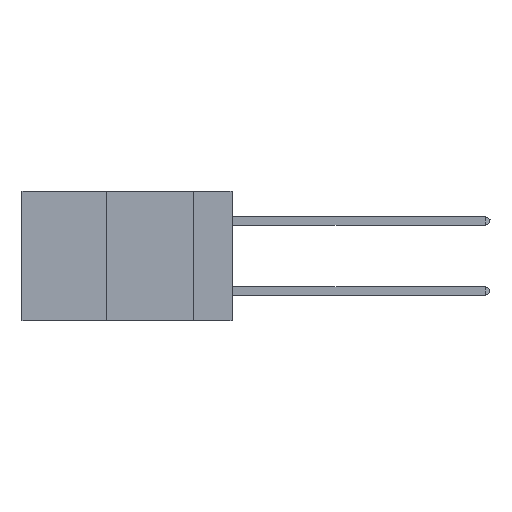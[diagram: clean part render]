
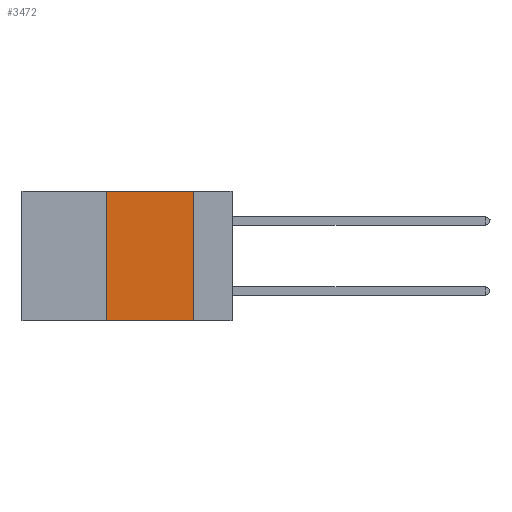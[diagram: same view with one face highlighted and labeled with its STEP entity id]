
A CAD part, left-side view. The second image highlights one B-rep face of the part: STEP entity #3472.
In plain terms, the highlighted planar face has unit normal (-1, 0, 0).
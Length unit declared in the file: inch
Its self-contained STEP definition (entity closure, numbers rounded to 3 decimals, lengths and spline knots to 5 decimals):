
#2536 = VERTEX_POINT ( 'NONE', #41537 ) ;
#3166 = DIRECTION ( 'NONE',  ( 0., 0., 1. ) ) ;
#3225 = ORIENTED_EDGE ( 'NONE', *, *, #5196, .F. ) ;
#3472 = ADVANCED_FACE ( 'NONE', ( #32382 ), #10385, .F. ) ;
#5196 = EDGE_CURVE ( 'NONE', #29988, #16499, #27167, .T. ) ;
#6540 = CARTESIAN_POINT ( 'NONE',  ( 0., 0.36, 0. ) ) ;
#6812 = VERTEX_POINT ( 'NONE', #36008 ) ;
#8553 = VECTOR ( 'NONE', #3166, 39.37008 ) ;
#9581 = LINE ( 'NONE', #6540, #8553 ) ;
#10385 = PLANE ( 'NONE',  #39641 ) ;
#10838 = CARTESIAN_POINT ( 'NONE',  ( 0., 0.11, -0.37 ) ) ;
#12685 = CARTESIAN_POINT ( 'NONE',  ( 0., 0.6, -0.37 ) ) ;
#13371 = LINE ( 'NONE', #12685, #36439 ) ;
#13591 = DIRECTION ( 'NONE',  ( 0., -1., 0. ) ) ;
#13594 = ORIENTED_EDGE ( 'NONE', *, *, #34134, .F. ) ;
#13713 = DIRECTION ( 'NONE',  ( 0., 0., -1. ) ) ;
#16499 = VERTEX_POINT ( 'NONE', #10838 ) ;
#18475 = VECTOR ( 'NONE', #35956, 39.37008 ) ;
#19484 = CARTESIAN_POINT ( 'NONE',  ( 0., 0.11, 0. ) ) ;
#22317 = LINE ( 'NONE', #29921, #29989 ) ;
#23475 = CARTESIAN_POINT ( 'NONE',  ( 0., 0.6, 0. ) ) ;
#23560 = EDGE_LOOP ( 'NONE', ( #3225, #33740, #13594, #26175 ) ) ;
#25843 = DIRECTION ( 'NONE',  ( 0., -1., 0. ) ) ;
#26175 = ORIENTED_EDGE ( 'NONE', *, *, #28293, .T. ) ;
#27167 = LINE ( 'NONE', #19484, #18475 ) ;
#28293 = EDGE_CURVE ( 'NONE', #6812, #16499, #13371, .T. ) ;
#29921 = CARTESIAN_POINT ( 'NONE',  ( 0., 0.6, 0. ) ) ;
#29988 = VERTEX_POINT ( 'NONE', #34797 ) ;
#29989 = VECTOR ( 'NONE', #13591, 39.37008 ) ;
#32382 = FACE_OUTER_BOUND ( 'NONE', #23560, .T. ) ;
#33351 = DIRECTION ( 'NONE',  ( 1., 0., 0. ) ) ;
#33740 = ORIENTED_EDGE ( 'NONE', *, *, #35379, .F. ) ;
#34134 = EDGE_CURVE ( 'NONE', #6812, #2536, #9581, .T. ) ;
#34797 = CARTESIAN_POINT ( 'NONE',  ( 0., 0.11, 0. ) ) ;
#35379 = EDGE_CURVE ( 'NONE', #2536, #29988, #22317, .T. ) ;
#35956 = DIRECTION ( 'NONE',  ( 0., 0., -1. ) ) ;
#36008 = CARTESIAN_POINT ( 'NONE',  ( 0., 0.36, -0.37 ) ) ;
#36439 = VECTOR ( 'NONE', #25843, 39.37008 ) ;
#39641 = AXIS2_PLACEMENT_3D ( 'NONE', #23475, #33351, #13713 ) ;
#41537 = CARTESIAN_POINT ( 'NONE',  ( 0., 0.36, 0. ) ) ;
